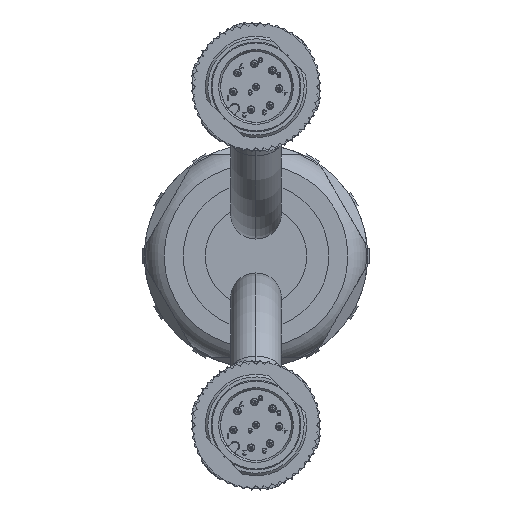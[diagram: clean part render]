
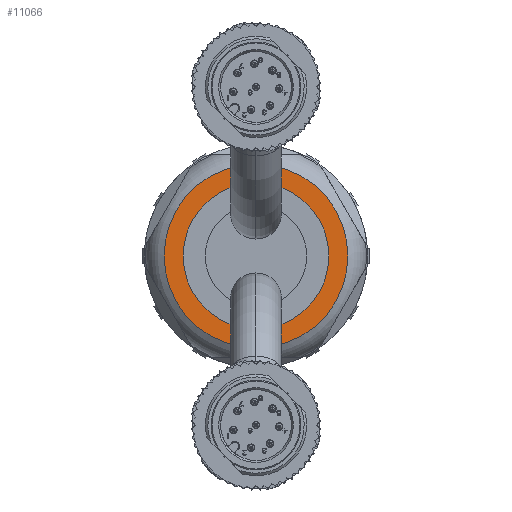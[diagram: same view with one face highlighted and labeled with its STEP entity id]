
A CAD part, left-side view. The second image highlights one B-rep face of the part: STEP entity #11066.
In plain terms, the highlighted planar face has unit normal (-1, 0, 0).
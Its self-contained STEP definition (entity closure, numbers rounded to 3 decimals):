
#988=CARTESIAN_POINT('',(-17.568,0.,0.));
#989=DIRECTION('',(1.,0.,0.));
#990=DIRECTION('',(0.,0.,-1.));
#991=AXIS2_PLACEMENT_3D('',#988,#989,#990);
#993=CARTESIAN_POINT('',(-17.568,0.,0.));
#994=DIRECTION('',(1.,0.,0.));
#995=DIRECTION('',(0.,0.,1.));
#996=AXIS2_PLACEMENT_3D('',#993,#994,#995);
#998=CARTESIAN_POINT('',(-17.568,0.,0.));
#999=DIRECTION('',(-1.,0.,0.));
#1000=DIRECTION('',(0.,0.,1.));
#1001=AXIS2_PLACEMENT_3D('',#998,#999,#1000);
#1003=CARTESIAN_POINT('',(-17.568,0.,0.));
#1004=DIRECTION('',(-1.,0.,0.));
#1005=DIRECTION('',(0.,0.,-1.));
#1006=AXIS2_PLACEMENT_3D('',#1003,#1004,#1005);
#8738=CARTESIAN_POINT('',(-17.568,0.,10.875));
#8739=VERTEX_POINT('',#8738);
#8741=CARTESIAN_POINT('',(-17.568,0.,-10.875));
#8742=VERTEX_POINT('',#8741);
#8749=CARTESIAN_POINT('',(-17.568,0.,8.625));
#8750=CARTESIAN_POINT('',(-17.568,0.,-8.625));
#8751=VERTEX_POINT('',#8749);
#8752=VERTEX_POINT('',#8750);
#11051=CARTESIAN_POINT('',(-17.568,9.949,0.));
#11052=DIRECTION('',(1.,0.,0.));
#11053=DIRECTION('',(0.,0.,-1.));
#11054=AXIS2_PLACEMENT_3D('',#11051,#11052,#11053);
#11055=PLANE('',#11054);
#11056=ORIENTED_EDGE('',*,*,#11025,.T.);
#11057=ORIENTED_EDGE('',*,*,#11008,.T.);
#11058=EDGE_LOOP('',(#11056,#11057));
#11059=FACE_OUTER_BOUND('',#11058,.F.);
#11061=ORIENTED_EDGE('',*,*,#11060,.T.);
#11063=ORIENTED_EDGE('',*,*,#11062,.T.);
#11064=EDGE_LOOP('',(#11061,#11063));
#11065=FACE_BOUND('',#11064,.F.);
#11066=ADVANCED_FACE('',(#11059,#11065),#11055,.F.);
#992=CIRCLE('',#991,10.875);
#997=CIRCLE('',#996,10.875);
#1002=CIRCLE('',#1001,8.625);
#1007=CIRCLE('',#1006,8.625);
#11008=EDGE_CURVE('',#8739,#8742,#997,.T.);
#11025=EDGE_CURVE('',#8742,#8739,#992,.T.);
#11060=EDGE_CURVE('',#8751,#8752,#1002,.T.);
#11062=EDGE_CURVE('',#8752,#8751,#1007,.T.);
